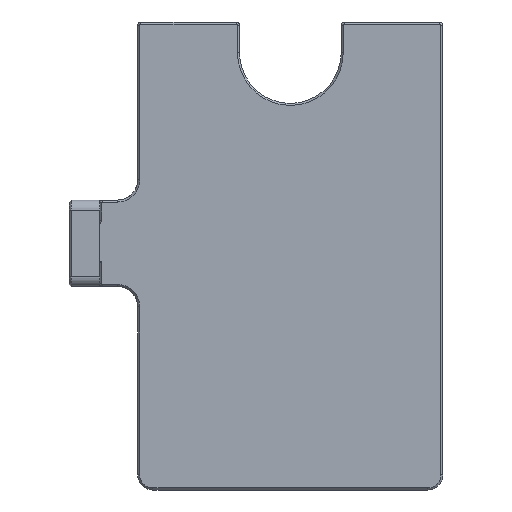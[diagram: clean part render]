
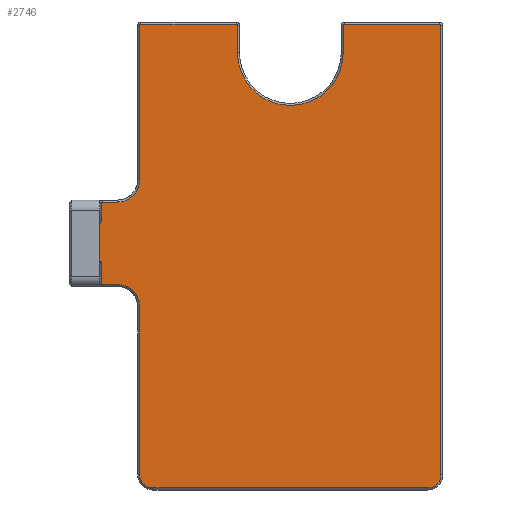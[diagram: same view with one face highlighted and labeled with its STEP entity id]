
A CAD part, front view. The second image highlights one B-rep face of the part: STEP entity #2746.
In plain terms, the highlighted planar face has unit normal (0, -1, 0).
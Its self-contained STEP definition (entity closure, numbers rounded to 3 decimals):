
#90=PLANE('',#2991);
#246=FACE_OUTER_BOUND('',#425,.T.);
#425=EDGE_LOOP('',(#2123,#2124,#2125,#2126,#2127,#2128,#2129,#2130,#2131,
#2132,#2133,#2134,#2135,#2136,#2137,#2138,#2139,#2140,#2141,#2142,#2143,
#2144,#2145,#2146,#2147,#2148,#2149,#2150,#2151));
#592=LINE('',#4410,#846);
#597=LINE('',#4420,#851);
#600=LINE('',#4428,#854);
#603=LINE('',#4436,#857);
#605=LINE('',#4445,#859);
#611=LINE('',#4460,#865);
#615=LINE('',#4472,#869);
#617=LINE('',#4481,#871);
#621=LINE('',#4493,#875);
#627=LINE('',#4508,#881);
#631=LINE('',#4520,#885);
#635=LINE('',#4532,#889);
#639=LINE('',#4544,#893);
#641=LINE('',#4552,#895);
#644=LINE('',#4559,#898);
#846=VECTOR('',#3341,10.);
#851=VECTOR('',#3352,10.);
#854=VECTOR('',#3361,10.);
#857=VECTOR('',#3370,10.);
#859=VECTOR('',#3380,10.);
#865=VECTOR('',#3394,10.);
#869=VECTOR('',#3406,10.);
#871=VECTOR('',#3416,10.);
#875=VECTOR('',#3428,10.);
#881=VECTOR('',#3442,10.);
#885=VECTOR('',#3454,10.);
#889=VECTOR('',#3466,10.);
#893=VECTOR('',#3478,10.);
#895=VECTOR('',#3488,10.);
#898=VECTOR('',#3497,10.);
#1073=CIRCLE('',#2922,0.1);
#1074=CIRCLE('',#2925,0.1);
#1075=CIRCLE('',#2928,0.9);
#1077=CIRCLE('',#2932,0.1);
#1079=CIRCLE('',#2936,4.4);
#1081=CIRCLE('',#2940,0.2);
#1083=CIRCLE('',#2944,0.2);
#1084=CIRCLE('',#2947,10.4);
#1087=CIRCLE('',#2952,0.2);
#1089=CIRCLE('',#2956,0.2);
#1091=CIRCLE('',#2960,2.6);
#1093=CIRCLE('',#2964,2.6);
#1095=CIRCLE('',#2968,4.4);
#1096=CIRCLE('',#2971,0.1);
#1233=VERTEX_POINT('',#4408);
#1234=VERTEX_POINT('',#4409);
#1235=VERTEX_POINT('',#4414);
#1236=VERTEX_POINT('',#4418);
#1237=VERTEX_POINT('',#4422);
#1238=VERTEX_POINT('',#4426);
#1239=VERTEX_POINT('',#4430);
#1240=VERTEX_POINT('',#4434);
#1241=VERTEX_POINT('',#4438);
#1243=VERTEX_POINT('',#4444);
#1245=VERTEX_POINT('',#4450);
#1247=VERTEX_POINT('',#4456);
#1249=VERTEX_POINT('',#4462);
#1251=VERTEX_POINT('',#4468);
#1253=VERTEX_POINT('',#4474);
#1255=VERTEX_POINT('',#4480);
#1257=VERTEX_POINT('',#4486);
#1259=VERTEX_POINT('',#4492);
#1261=VERTEX_POINT('',#4498);
#1263=VERTEX_POINT('',#4504);
#1265=VERTEX_POINT('',#4510);
#1267=VERTEX_POINT('',#4516);
#1269=VERTEX_POINT('',#4522);
#1271=VERTEX_POINT('',#4528);
#1273=VERTEX_POINT('',#4534);
#1275=VERTEX_POINT('',#4540);
#1277=VERTEX_POINT('',#4546);
#1278=VERTEX_POINT('',#4551);
#1279=VERTEX_POINT('',#4555);
#1501=EDGE_CURVE('',#1233,#1234,#592,.T.);
#1505=EDGE_CURVE('',#1234,#1235,#1073,.T.);
#1507=EDGE_CURVE('',#1235,#1236,#597,.T.);
#1509=EDGE_CURVE('',#1236,#1237,#1074,.T.);
#1511=EDGE_CURVE('',#1237,#1238,#600,.T.);
#1513=EDGE_CURVE('',#1238,#1239,#1075,.T.);
#1515=EDGE_CURVE('',#1239,#1240,#603,.T.);
#1518=EDGE_CURVE('',#1240,#1241,#1077,.T.);
#1519=EDGE_CURVE('',#1241,#1243,#605,.T.);
#1524=EDGE_CURVE('',#1243,#1245,#1079,.T.);
#1527=EDGE_CURVE('',#1245,#1247,#611,.T.);
#1530=EDGE_CURVE('',#1247,#1249,#1081,.T.);
#1533=EDGE_CURVE('',#1249,#1251,#615,.T.);
#1536=EDGE_CURVE('',#1251,#1253,#1083,.T.);
#1537=EDGE_CURVE('',#1253,#1255,#617,.T.);
#1540=EDGE_CURVE('',#1255,#1257,#1084,.T.);
#1543=EDGE_CURVE('',#1257,#1259,#621,.T.);
#1548=EDGE_CURVE('',#1259,#1261,#1087,.T.);
#1551=EDGE_CURVE('',#1261,#1263,#627,.T.);
#1554=EDGE_CURVE('',#1263,#1265,#1089,.T.);
#1557=EDGE_CURVE('',#1265,#1267,#631,.T.);
#1560=EDGE_CURVE('',#1267,#1269,#1091,.T.);
#1563=EDGE_CURVE('',#1269,#1271,#635,.T.);
#1566=EDGE_CURVE('',#1271,#1273,#1093,.T.);
#1569=EDGE_CURVE('',#1273,#1275,#639,.T.);
#1572=EDGE_CURVE('',#1275,#1277,#1095,.T.);
#1573=EDGE_CURVE('',#1277,#1278,#641,.T.);
#1576=EDGE_CURVE('',#1278,#1279,#1096,.T.);
#1577=EDGE_CURVE('',#1279,#1233,#644,.T.);
#2123=ORIENTED_EDGE('',*,*,#1501,.F.);
#2124=ORIENTED_EDGE('',*,*,#1577,.F.);
#2125=ORIENTED_EDGE('',*,*,#1576,.F.);
#2126=ORIENTED_EDGE('',*,*,#1573,.F.);
#2127=ORIENTED_EDGE('',*,*,#1572,.F.);
#2128=ORIENTED_EDGE('',*,*,#1569,.F.);
#2129=ORIENTED_EDGE('',*,*,#1566,.F.);
#2130=ORIENTED_EDGE('',*,*,#1563,.F.);
#2131=ORIENTED_EDGE('',*,*,#1560,.F.);
#2132=ORIENTED_EDGE('',*,*,#1557,.F.);
#2133=ORIENTED_EDGE('',*,*,#1554,.F.);
#2134=ORIENTED_EDGE('',*,*,#1551,.F.);
#2135=ORIENTED_EDGE('',*,*,#1548,.F.);
#2136=ORIENTED_EDGE('',*,*,#1543,.F.);
#2137=ORIENTED_EDGE('',*,*,#1540,.F.);
#2138=ORIENTED_EDGE('',*,*,#1537,.F.);
#2139=ORIENTED_EDGE('',*,*,#1536,.F.);
#2140=ORIENTED_EDGE('',*,*,#1533,.F.);
#2141=ORIENTED_EDGE('',*,*,#1530,.F.);
#2142=ORIENTED_EDGE('',*,*,#1527,.F.);
#2143=ORIENTED_EDGE('',*,*,#1524,.F.);
#2144=ORIENTED_EDGE('',*,*,#1519,.F.);
#2145=ORIENTED_EDGE('',*,*,#1518,.F.);
#2146=ORIENTED_EDGE('',*,*,#1515,.F.);
#2147=ORIENTED_EDGE('',*,*,#1513,.F.);
#2148=ORIENTED_EDGE('',*,*,#1511,.F.);
#2149=ORIENTED_EDGE('',*,*,#1509,.F.);
#2150=ORIENTED_EDGE('',*,*,#1507,.F.);
#2151=ORIENTED_EDGE('',*,*,#1505,.F.);
#2746=ADVANCED_FACE('',(#246),#90,.T.);
#2922=AXIS2_PLACEMENT_3D('',#4416,#3347,#3348);
#2925=AXIS2_PLACEMENT_3D('',#4424,#3356,#3357);
#2928=AXIS2_PLACEMENT_3D('',#4432,#3365,#3366);
#2932=AXIS2_PLACEMENT_3D('',#4442,#3376,#3377);
#2936=AXIS2_PLACEMENT_3D('',#4454,#3388,#3389);
#2940=AXIS2_PLACEMENT_3D('',#4466,#3400,#3401);
#2944=AXIS2_PLACEMENT_3D('',#4478,#3412,#3413);
#2947=AXIS2_PLACEMENT_3D('',#4487,#3421,#3422);
#2952=AXIS2_PLACEMENT_3D('',#4502,#3436,#3437);
#2956=AXIS2_PLACEMENT_3D('',#4514,#3448,#3449);
#2960=AXIS2_PLACEMENT_3D('',#4526,#3460,#3461);
#2964=AXIS2_PLACEMENT_3D('',#4538,#3472,#3473);
#2968=AXIS2_PLACEMENT_3D('',#4549,#3484,#3485);
#2971=AXIS2_PLACEMENT_3D('',#4557,#3493,#3494);
#2991=AXIS2_PLACEMENT_3D('',#4633,#3553,#3554);
#3341=DIRECTION('',(-1.,0.,0.));
#3347=DIRECTION('center_axis',(0.,1.,0.));
#3348=DIRECTION('ref_axis',(-0.707,0.,-0.707));
#3352=DIRECTION('',(0.,0.,1.));
#3356=DIRECTION('center_axis',(0.,1.,0.));
#3357=DIRECTION('ref_axis',(-0.707,0.,0.707));
#3361=DIRECTION('',(1.,0.,0.));
#3365=DIRECTION('center_axis',(0.,-1.,0.));
#3366=DIRECTION('ref_axis',(0.707,0.,-0.707));
#3370=DIRECTION('',(0.,0.,1.));
#3376=DIRECTION('center_axis',(0.,1.,0.));
#3377=DIRECTION('ref_axis',(-0.707,0.,0.707));
#3380=DIRECTION('',(1.,0.,0.));
#3388=DIRECTION('center_axis',(0.,-1.,0.));
#3389=DIRECTION('ref_axis',(0.707,0.,-0.707));
#3394=DIRECTION('',(0.,0.,1.));
#3400=DIRECTION('center_axis',(0.,1.,0.));
#3401=DIRECTION('ref_axis',(-0.707,0.,0.707));
#3406=DIRECTION('',(1.,0.,0.));
#3412=DIRECTION('center_axis',(0.,1.,0.));
#3413=DIRECTION('ref_axis',(0.707,0.,0.707));
#3416=DIRECTION('',(0.,0.,-1.));
#3421=DIRECTION('center_axis',(0.,-1.,0.));
#3422=DIRECTION('ref_axis',(1.,0.,0.));
#3428=DIRECTION('',(0.,0.,1.));
#3436=DIRECTION('center_axis',(0.,1.,0.));
#3437=DIRECTION('ref_axis',(-0.707,0.,0.707));
#3442=DIRECTION('',(1.,0.,0.));
#3448=DIRECTION('center_axis',(0.,1.,0.));
#3449=DIRECTION('ref_axis',(0.707,0.,0.707));
#3454=DIRECTION('',(0.,0.,-1.));
#3460=DIRECTION('center_axis',(0.,1.,0.));
#3461=DIRECTION('ref_axis',(0.707,0.,-0.707));
#3466=DIRECTION('',(-1.,0.,0.));
#3472=DIRECTION('center_axis',(0.,1.,0.));
#3473=DIRECTION('ref_axis',(-0.707,0.,-0.707));
#3478=DIRECTION('',(0.,0.,1.));
#3484=DIRECTION('center_axis',(0.,-1.,0.));
#3485=DIRECTION('ref_axis',(0.707,0.,0.707));
#3488=DIRECTION('',(-1.,0.,0.));
#3493=DIRECTION('center_axis',(0.,1.,0.));
#3494=DIRECTION('ref_axis',(-0.707,0.,-0.707));
#3497=DIRECTION('',(0.,0.,1.));
#3553=DIRECTION('center_axis',(0.,-1.,0.));
#3554=DIRECTION('ref_axis',(0.,0.,-1.));
#4408=CARTESIAN_POINT('',(23.,-8.,-30.1));
#4409=CARTESIAN_POINT('',(17.6,-8.,-30.1));
#4410=CARTESIAN_POINT('',(18.85,-8.,-30.1));
#4414=CARTESIAN_POINT('',(17.5,-8.,-30.));
#4416=CARTESIAN_POINT('Origin',(17.6,-8.,-30.));
#4418=CARTESIAN_POINT('',(17.5,-8.,-23.));
#4420=CARTESIAN_POINT('',(17.5,-8.,-8.6));
#4422=CARTESIAN_POINT('',(17.6,-8.,-22.9));
#4424=CARTESIAN_POINT('Origin',(17.6,-8.,-23.));
#4426=CARTESIAN_POINT('',(22.1,-8.,-22.9));
#4428=CARTESIAN_POINT('',(16.1,-8.,-22.9));
#4430=CARTESIAN_POINT('',(23.,-8.,-22.));
#4432=CARTESIAN_POINT('Origin',(22.1,-8.,-22.));
#4434=CARTESIAN_POINT('',(23.,-8.,-18.5));
#4436=CARTESIAN_POINT('',(23.,-8.,-4.6));
#4438=CARTESIAN_POINT('',(23.1,-8.,-18.4));
#4442=CARTESIAN_POINT('Origin',(23.1,-8.,-18.5));
#4444=CARTESIAN_POINT('',(26.1,-8.,-18.4));
#4445=CARTESIAN_POINT('',(18.85,-8.,-18.4));
#4450=CARTESIAN_POINT('',(30.5,-8.,-14.));
#4454=CARTESIAN_POINT('Origin',(26.1,-8.,-14.));
#4456=CARTESIAN_POINT('',(30.5,-8.,16.4));
#4460=CARTESIAN_POINT('',(30.5,-8.,14.225));
#4462=CARTESIAN_POINT('',(30.7,-8.,16.6));
#4466=CARTESIAN_POINT('Origin',(30.7,-8.,16.4));
#4468=CARTESIAN_POINT('',(49.5,-8.,16.6));
#4472=CARTESIAN_POINT('',(22.6,-8.,16.6));
#4474=CARTESIAN_POINT('',(49.7,-8.,16.4));
#4478=CARTESIAN_POINT('Origin',(49.5,-8.,16.4));
#4480=CARTESIAN_POINT('',(49.7,-8.,11.));
#4481=CARTESIAN_POINT('',(49.7,-8.,12.15));
#4486=CARTESIAN_POINT('',(70.5,-8.,11.));
#4487=CARTESIAN_POINT('Origin',(60.1,-8.,11.));
#4492=CARTESIAN_POINT('',(70.5,-8.,16.4));
#4493=CARTESIAN_POINT('',(70.5,-8.,15.15));
#4498=CARTESIAN_POINT('',(70.7,-8.,16.6));
#4502=CARTESIAN_POINT('Origin',(70.7,-8.,16.4));
#4504=CARTESIAN_POINT('',(89.5,-8.,16.6));
#4508=CARTESIAN_POINT('',(22.6,-8.,16.6));
#4510=CARTESIAN_POINT('',(89.7,-8.,16.4));
#4514=CARTESIAN_POINT('Origin',(89.5,-8.,16.4));
#4516=CARTESIAN_POINT('',(89.7,-8.,-72.));
#4520=CARTESIAN_POINT('',(89.7,-8.,14.225));
#4522=CARTESIAN_POINT('',(87.1,-8.,-74.6));
#4526=CARTESIAN_POINT('Origin',(87.1,-8.,-72.));
#4528=CARTESIAN_POINT('',(33.1,-8.,-74.6));
#4532=CARTESIAN_POINT('',(22.6,-8.,-74.6));
#4534=CARTESIAN_POINT('',(30.5,-8.,-72.));
#4538=CARTESIAN_POINT('Origin',(33.1,-8.,-72.));
#4540=CARTESIAN_POINT('',(30.5,-8.,-39.));
#4544=CARTESIAN_POINT('',(30.5,-8.,14.225));
#4546=CARTESIAN_POINT('',(26.1,-8.,-34.6));
#4549=CARTESIAN_POINT('Origin',(26.1,-8.,-39.));
#4551=CARTESIAN_POINT('',(23.1,-8.,-34.6));
#4552=CARTESIAN_POINT('',(22.6,-8.,-34.6));
#4555=CARTESIAN_POINT('',(23.,-8.,-34.5));
#4557=CARTESIAN_POINT('Origin',(23.1,-8.,-34.5));
#4559=CARTESIAN_POINT('',(23.,-8.,-4.6));
#4633=CARTESIAN_POINT('Origin',(15.1,-8.,13.3));
